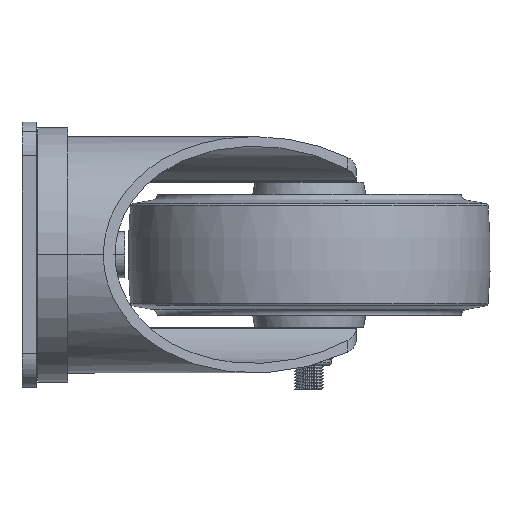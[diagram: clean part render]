
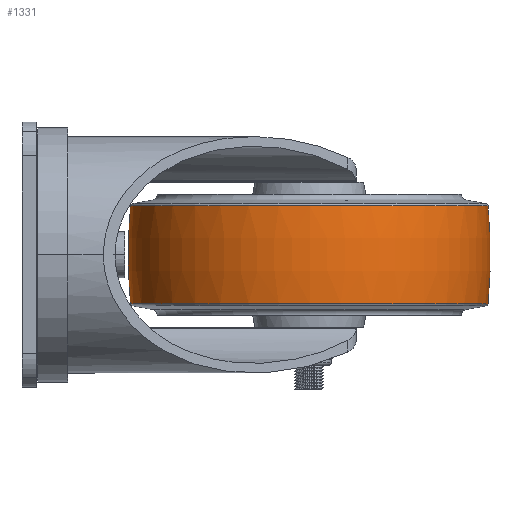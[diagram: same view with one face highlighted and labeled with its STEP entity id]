
A CAD part, left-side view. The second image highlights one B-rep face of the part: STEP entity #1331.
In plain terms, the highlighted toroidal (fillet/blend) face has major radius 146 mm and minor radius 221 mm.
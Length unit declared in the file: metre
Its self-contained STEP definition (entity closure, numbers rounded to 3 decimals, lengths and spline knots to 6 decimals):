
#1331=ADVANCED_FACE('103:19',(#2646),#2647,.T.);
#2646=FACE_OUTER_BOUND('',#5031,.T.);
#2647=TOROIDAL_SURFACE('',#5032,-0.146,0.221);
#5031=EDGE_LOOP('',(#14913,#14914,#14915,#14916));
#5032=AXIS2_PLACEMENT_3D('',#14917,#14918,#14919);
#14913=ORIENTED_EDGE('',*,*,#19351,.T.);
#14914=ORIENTED_EDGE('',*,*,#19367,.F.);
#14915=ORIENTED_EDGE('',*,*,#19353,.T.);
#14916=ORIENTED_EDGE('',*,*,#19366,.T.);
#14917=CARTESIAN_POINT('',(0.0,0.,0.0));
#14918=DIRECTION('',(0.0,1.0,0.0));
#14919=DIRECTION('',(0.0,0.0,1.0));
#19351=EDGE_CURVE('',#22220,#22215,#22221,.T.);
#19353=EDGE_CURVE('',#22217,#22222,#22224,.T.);
#19366=EDGE_CURVE('103:49',#22222,#22220,#22243,.T.);
#19367=EDGE_CURVE('103:52',#22217,#22215,#22244,.T.);
#22215=VERTEX_POINT('',#27325);
#22217=VERTEX_POINT('',#27327);
#22220=VERTEX_POINT('',#27330);
#22221=CIRCLE('',#27331,0.221);
#22222=VERTEX_POINT('',#27332);
#22224=CIRCLE('',#27334,0.221);
#22243=CIRCLE('',#27355,0.074071);
#22244=CIRCLE('',#27356,0.074071);
#27325=CARTESIAN_POINT('',(0.0,0.020243,0.074071));
#27327=CARTESIAN_POINT('',(0.,0.020243,-0.074071));
#27330=CARTESIAN_POINT('',(0.0,-0.020243,0.074071));
#27331=AXIS2_PLACEMENT_3D('',#34123,#34124,#34125);
#27332=CARTESIAN_POINT('',(0.,-0.020243,-0.074071));
#27334=AXIS2_PLACEMENT_3D('',#34129,#34130,#34131);
#27355=AXIS2_PLACEMENT_3D('',#34164,#34165,#34166);
#27356=AXIS2_PLACEMENT_3D('',#34167,#34168,#34169);
#34123=CARTESIAN_POINT('',(0.,0.,-0.146));
#34124=DIRECTION('',(-1.0,0.0,0.));
#34125=DIRECTION('',(0.,-0.0,1.0));
#34129=CARTESIAN_POINT('',(0.,0.,0.146));
#34130=DIRECTION('',(-1.0,0.0,0.));
#34131=DIRECTION('',(0.,0.0,-1.0));
#34164=CARTESIAN_POINT('',(0.0,-0.020243,0.0));
#34165=DIRECTION('',(0.0,1.0,0.0));
#34166=DIRECTION('',(0.0,0.0,1.0));
#34167=CARTESIAN_POINT('',(0.0,0.020243,0.0));
#34168=DIRECTION('',(0.0,1.0,0.0));
#34169=DIRECTION('',(0.0,0.0,1.0));
